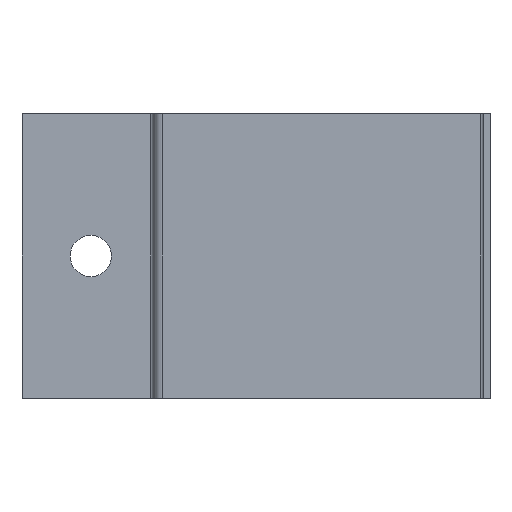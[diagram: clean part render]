
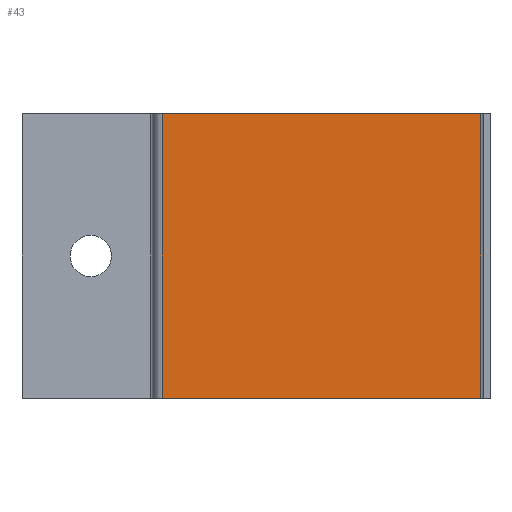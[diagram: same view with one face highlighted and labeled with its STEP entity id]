
A CAD part, front view. The second image highlights one B-rep face of the part: STEP entity #43.
In plain terms, the highlighted planar face has unit normal (0, -1, 0).
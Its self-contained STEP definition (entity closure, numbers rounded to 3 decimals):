
#23 = ORIENTED_EDGE ( 'NONE', *, *, #558, .T. ) ;
#43 = ADVANCED_FACE ( 'NONE', ( #750 ), #260, .T. ) ;
#79 = ORIENTED_EDGE ( 'NONE', *, *, #765, .F. ) ;
#104 = ORIENTED_EDGE ( 'NONE', *, *, #703, .F. ) ;
#135 = CARTESIAN_POINT ( 'NONE',  ( -36., -1.4, 31. ) ) ;
#241 = CARTESIAN_POINT ( 'NONE',  ( -36., -1.4, 31. ) ) ;
#260 = PLANE ( 'NONE',  #310 ) ;
#267 = DIRECTION ( 'NONE',  ( 0., -1., 0. ) ) ;
#274 = ORIENTED_EDGE ( 'NONE', *, *, #830, .T. ) ;
#289 = DIRECTION ( 'NONE',  ( 0., 0., -1. ) ) ;
#305 = LINE ( 'NONE', #1121, #541 ) ;
#310 = AXIS2_PLACEMENT_3D ( 'NONE', #241, #267, #289 ) ;
#354 = CARTESIAN_POINT ( 'NONE',  ( 34., -1.4, -31. ) ) ;
#380 = CARTESIAN_POINT ( 'NONE',  ( -36., -1.4, -31. ) ) ;
#394 = LINE ( 'NONE', #380, #635 ) ;
#439 = EDGE_LOOP ( 'NONE', ( #79, #104, #23, #274 ) ) ;
#535 = VERTEX_POINT ( 'NONE', #1265 ) ;
#541 = VECTOR ( 'NONE', #1225, 1000. ) ;
#558 = EDGE_CURVE ( 'NONE', #873, #1227, #650, .T. ) ;
#602 = DIRECTION ( 'NONE',  ( 0., 0., 1. ) ) ;
#635 = VECTOR ( 'NONE', #783, 1000. ) ;
#650 = LINE ( 'NONE', #354, #1153 ) ;
#703 = EDGE_CURVE ( 'NONE', #873, #1030, #394, .T. ) ;
#726 = CARTESIAN_POINT ( 'NONE',  ( 34., -1.4, 31. ) ) ;
#750 = FACE_OUTER_BOUND ( 'NONE', #439, .T. ) ;
#765 = EDGE_CURVE ( 'NONE', #1030, #535, #305, .T. ) ;
#781 = CARTESIAN_POINT ( 'NONE',  ( -35.4, -1.4, -31. ) ) ;
#783 = DIRECTION ( 'NONE',  ( -1., 0., 0. ) ) ;
#830 = EDGE_CURVE ( 'NONE', #1227, #535, #1010, .T. ) ;
#873 = VERTEX_POINT ( 'NONE', #1039 ) ;
#979 = VECTOR ( 'NONE', #1235, 1000. ) ;
#1010 = LINE ( 'NONE', #135, #979 ) ;
#1030 = VERTEX_POINT ( 'NONE', #781 ) ;
#1039 = CARTESIAN_POINT ( 'NONE',  ( 34., -1.4, -31. ) ) ;
#1121 = CARTESIAN_POINT ( 'NONE',  ( -35.4, -1.4, -31. ) ) ;
#1153 = VECTOR ( 'NONE', #602, 1000. ) ;
#1225 = DIRECTION ( 'NONE',  ( 0., 0., 1. ) ) ;
#1227 = VERTEX_POINT ( 'NONE', #726 ) ;
#1235 = DIRECTION ( 'NONE',  ( -1., 0., 0. ) ) ;
#1265 = CARTESIAN_POINT ( 'NONE',  ( -35.4, -1.4, 31. ) ) ;
